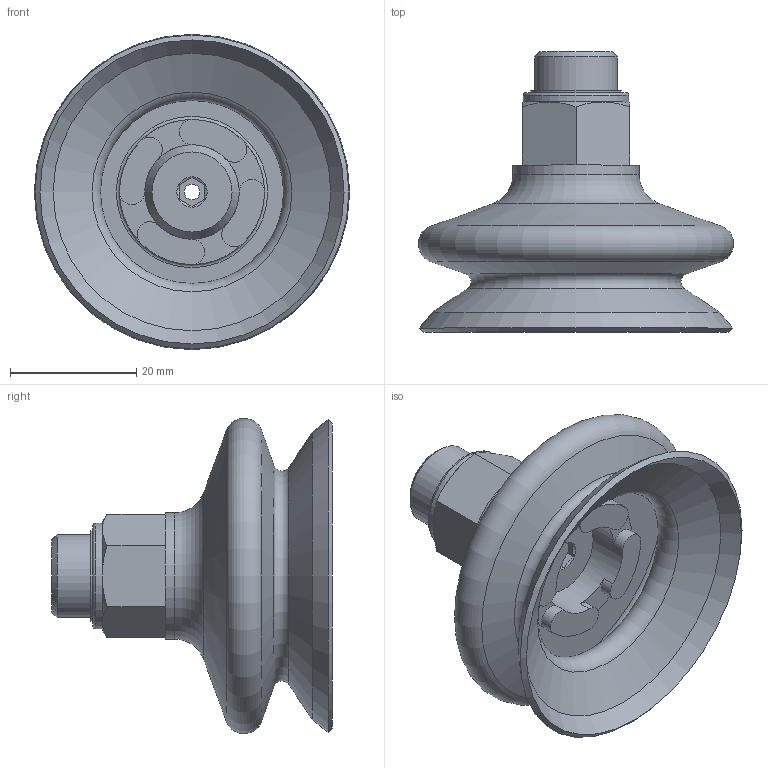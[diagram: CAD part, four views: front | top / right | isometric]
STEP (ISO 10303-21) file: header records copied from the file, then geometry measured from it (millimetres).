
FILE_DESCRIPTION(/* description */ ('STEP AP214'),/* implementation_level */ '2;1');
FILE_NAME(/* name */ '525996_ESS-50-BT-G1_4',/* time_stamp */ '2024-08-28T09:45:47+02:00',/* author */ ('License CC BY-ND 4.0'),/* organization */ ('CADENAS'),/* preprocessor_version */ 'ST-DEVELOPER v19.3',/* originating_system */ 'PARTsolutions',/* authorisation */ ' ');
FILE_SCHEMA (('AUTOMOTIVE_DESIGN {1 0 10303 214 3 1 1}'));
Length unit declared in the file: millimetre
Products named in the file (1): 525996 ESS-50-BT-G1/4
Bounding box: 50 x 44.5 x 50 mm (x, y, z)
Volume: 17578.8 mm3; surface area: 12371 mm2
Topology: 1 solids, 1 shells, 67 faces, 154 edges, 95 vertices
Faces by surface type: plane 28, cone 17, cylinder 15, torus 7
Full cylindrical faces by diameter (mm): 2.5 x1, 13.157 x1, 14.4 x1, 15 x1, 16.8 x1, 20 x1, 23 x1
Entity records: 2262 total; most frequent: CARTESIAN_POINT 346, DIRECTION 312, ORIENTED_EDGE 252, AXIS2_PLACEMENT_3D 136, EDGE_CURVE 126, EDGE_LOOP 100, FACE_BOUND 100, VERTEX_POINT 92
